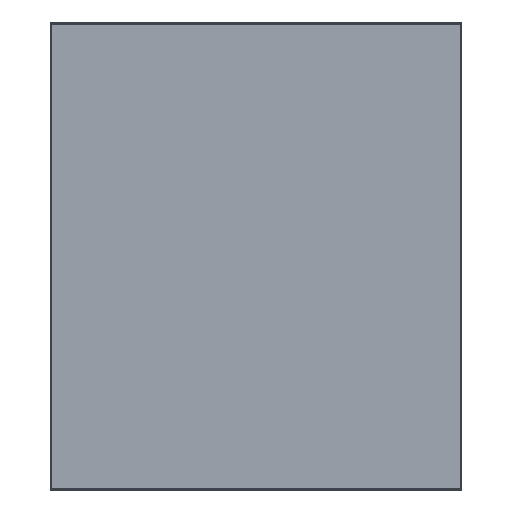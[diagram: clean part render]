
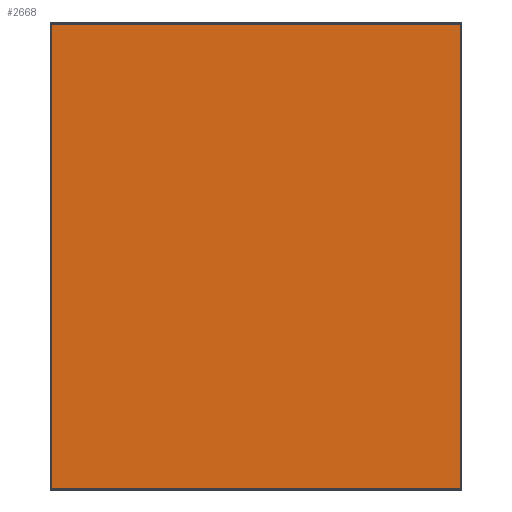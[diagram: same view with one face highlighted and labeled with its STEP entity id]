
A CAD part, left-side view. The second image highlights one B-rep face of the part: STEP entity #2668.
In plain terms, the highlighted planar face has unit normal (-1, 0, 0).
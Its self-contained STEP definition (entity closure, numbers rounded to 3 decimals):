
#101 = ORIENTED_EDGE ( 'NONE', *, *, #3552, .T. ) ;
#686 = VERTEX_POINT ( 'NONE', #910 ) ;
#910 = CARTESIAN_POINT ( 'NONE',  ( -497.5, 1., -227.5 ) ) ;
#1080 = EDGE_CURVE ( 'NONE', #686, #1616, #3585, .T. ) ;
#1163 = VERTEX_POINT ( 'NONE', #2642 ) ;
#1368 = VERTEX_POINT ( 'NONE', #3350 ) ;
#1453 = CARTESIAN_POINT ( 'NONE',  ( -497.5, 400., -227.5 ) ) ;
#1616 = VERTEX_POINT ( 'NONE', #6159 ) ;
#1864 = EDGE_CURVE ( 'NONE', #1616, #1368, #2500, .T. ) ;
#2000 = DIRECTION ( 'NONE',  ( 0., 0., 1. ) ) ;
#2216 = VECTOR ( 'NONE', #2840, 1000. ) ;
#2381 = EDGE_CURVE ( 'NONE', #1163, #686, #4314, .T. ) ;
#2500 = LINE ( 'NONE', #4389, #3308 ) ;
#2642 = CARTESIAN_POINT ( 'NONE',  ( -497.5, 399., -227.5 ) ) ;
#2668 = ADVANCED_FACE ( 'NONE', ( #5322 ), #3353, .T. ) ;
#2840 = DIRECTION ( 'NONE',  ( 0., 0., 1. ) ) ;
#2891 = DIRECTION ( 'NONE',  ( 0., -1., 0. ) ) ;
#2925 = DIRECTION ( 'NONE',  ( -1., 0., 0. ) ) ;
#3052 = DIRECTION ( 'NONE',  ( 0., 1., 0. ) ) ;
#3284 = CARTESIAN_POINT ( 'NONE',  ( -497.5, 400., -228.5 ) ) ;
#3308 = VECTOR ( 'NONE', #3052, 1000. ) ;
#3350 = CARTESIAN_POINT ( 'NONE',  ( -497.5, 399., 224.086 ) ) ;
#3353 = PLANE ( 'NONE',  #4739 ) ;
#3460 = DIRECTION ( 'NONE',  ( 0., 0., -1. ) ) ;
#3552 = EDGE_CURVE ( 'NONE', #1368, #1163, #5728, .T. ) ;
#3563 = ORIENTED_EDGE ( 'NONE', *, *, #1080, .T. ) ;
#3585 = LINE ( 'NONE', #3642, #2216 ) ;
#3642 = CARTESIAN_POINT ( 'NONE',  ( -497.5, 1., -228.5 ) ) ;
#3772 = ORIENTED_EDGE ( 'NONE', *, *, #1864, .T. ) ;
#4314 = LINE ( 'NONE', #1453, #4941 ) ;
#4389 = CARTESIAN_POINT ( 'NONE',  ( -497.5, 400., 224.086 ) ) ;
#4739 = AXIS2_PLACEMENT_3D ( 'NONE', #3284, #2925, #2000 ) ;
#4941 = VECTOR ( 'NONE', #2891, 1000. ) ;
#5322 = FACE_OUTER_BOUND ( 'NONE', #5755, .T. ) ;
#5339 = CARTESIAN_POINT ( 'NONE',  ( -497.5, 399., -228.5 ) ) ;
#5728 = LINE ( 'NONE', #5339, #5924 ) ;
#5755 = EDGE_LOOP ( 'NONE', ( #101, #6238, #3563, #3772 ) ) ;
#5924 = VECTOR ( 'NONE', #3460, 1000. ) ;
#6159 = CARTESIAN_POINT ( 'NONE',  ( -497.5, 1., 224.086 ) ) ;
#6238 = ORIENTED_EDGE ( 'NONE', *, *, #2381, .T. ) ;
